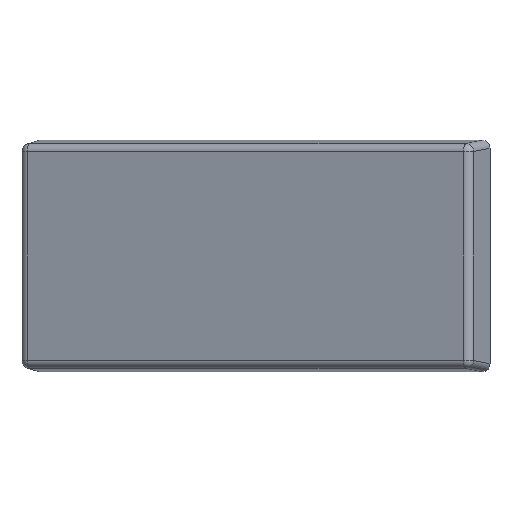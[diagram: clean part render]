
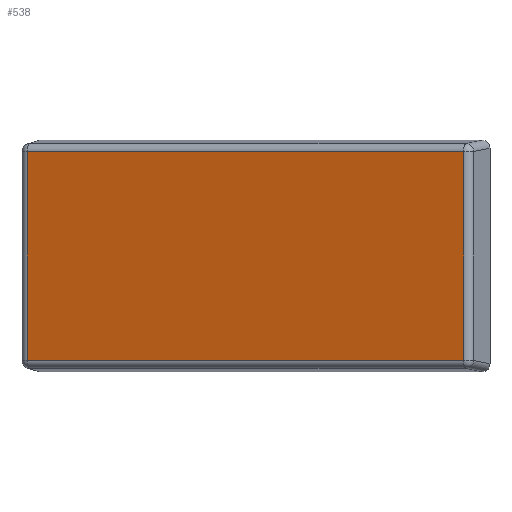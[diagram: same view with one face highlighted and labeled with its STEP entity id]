
A CAD part, left-side view. The second image highlights one B-rep face of the part: STEP entity #538.
In plain terms, the highlighted planar face has unit normal (-0.94, 0.342, 0).
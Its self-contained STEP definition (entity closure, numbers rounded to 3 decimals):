
#33=PLANE('',#607);
#124=ORIENTED_EDGE('',*,*,#268,.T.);
#125=ORIENTED_EDGE('',*,*,#270,.T.);
#126=ORIENTED_EDGE('',*,*,#271,.F.);
#127=ORIENTED_EDGE('',*,*,#272,.T.);
#268=EDGE_CURVE('',#341,#340,#373,.T.);
#270=EDGE_CURVE('',#340,#342,#374,.F.);
#271=EDGE_CURVE('',#343,#342,#375,.T.);
#272=EDGE_CURVE('',#343,#341,#376,.F.);
#340=VERTEX_POINT('',#914);
#341=VERTEX_POINT('',#916);
#342=VERTEX_POINT('',#920);
#343=VERTEX_POINT('',#922);
#373=LINE('',#915,#415);
#374=LINE('',#919,#416);
#375=LINE('',#921,#417);
#376=LINE('',#923,#418);
#415=VECTOR('',#728,1000.);
#416=VECTOR('',#733,1000.);
#417=VECTOR('',#734,1000.);
#418=VECTOR('',#735,1000.);
#448=EDGE_LOOP('',(#124,#125,#126,#127));
#484=FACE_BOUND('',#448,.T.);
#538=ADVANCED_FACE('',(#484),#33,.F.);
#607=AXIS2_PLACEMENT_3D('',#918,#731,#732);
#728=DIRECTION('',(0.,0.,1.));
#731=DIRECTION('',(0.94,-0.342,0.));
#732=DIRECTION('',(0.342,0.94,0.));
#733=DIRECTION('',(-0.342,-0.94,0.));
#734=DIRECTION('',(0.,0.,1.));
#735=DIRECTION('',(0.342,0.94,0.));
#914=CARTESIAN_POINT('',(-40.441,5.418,4.816));
#915=CARTESIAN_POINT('',(-40.441,5.418,-0.7));
#916=CARTESIAN_POINT('',(-40.441,5.418,-0.416));
#918=CARTESIAN_POINT('',(-40.441,5.418,-0.7));
#919=CARTESIAN_POINT('',(-40.441,5.418,4.816));
#920=CARTESIAN_POINT('',(-36.463,16.349,4.816));
#921=CARTESIAN_POINT('',(-36.463,16.349,-0.7));
#922=CARTESIAN_POINT('',(-36.463,16.349,-0.416));
#923=CARTESIAN_POINT('',(-40.441,5.418,-0.416));
